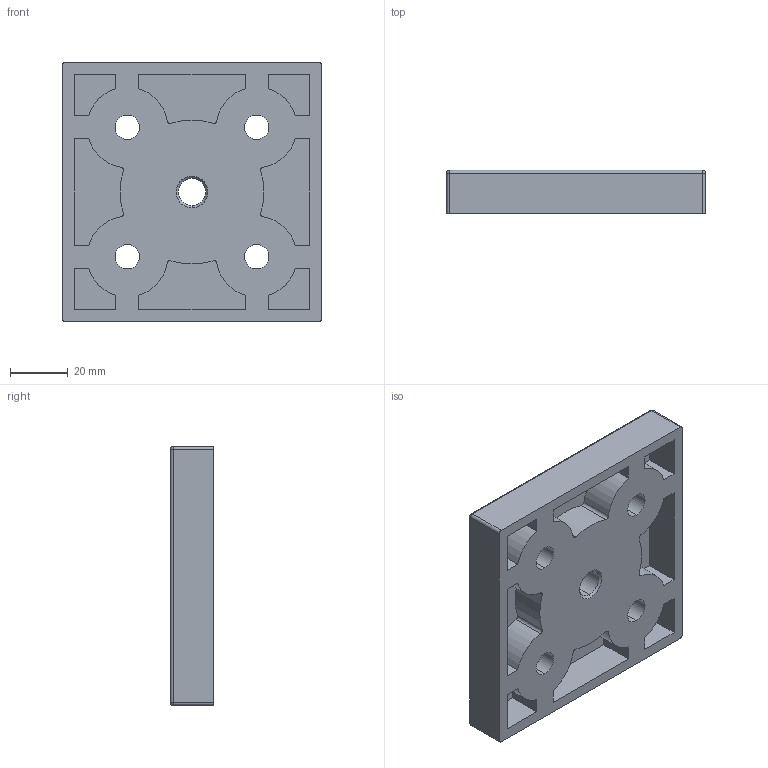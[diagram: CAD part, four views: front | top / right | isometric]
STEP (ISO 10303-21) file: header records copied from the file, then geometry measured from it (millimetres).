
FILE_DESCRIPTION (( 'STEP AP214' ), '1' );
FILE_NAME ('SNSD.30.53.03. Àäàïòåð 90õ90 äëÿ êðåïëåíèÿ îïîðû Ì12(Al)(E31).STEP', '2015-12-10T11:24:42', ( '' ), ( '' ), 'SwSTEP 2.0', 'SolidWorks 2014', '' );
FILE_SCHEMA (( 'AUTOMOTIVE_DESIGN' ));
Length unit declared in the file: millimetre
Products named in the file (2): SNSD.30.53.03. Àäàïòåð 90õ90 äëÿ êðåïëåíèÿ îïîðû Ì12(Al)(E31)
Bounding box: 90 x 15 x 90 mm (x, y, z)
Volume: 83606.9 mm3; surface area: 30709 mm2
Topology: 1 solids, 1 shells, 115 faces, 283 edges, 178 vertices
Faces by surface type: cylinder 53, plane 46, cone 12, sphere 4
Entity records: 3448 total; most frequent: DIRECTION 631, CARTESIAN_POINT 574, ORIENTED_EDGE 558, EDGE_CURVE 279, AXIS2_PLACEMENT_3D 235, VERTEX_POINT 178, LINE 161, VECTOR 161
